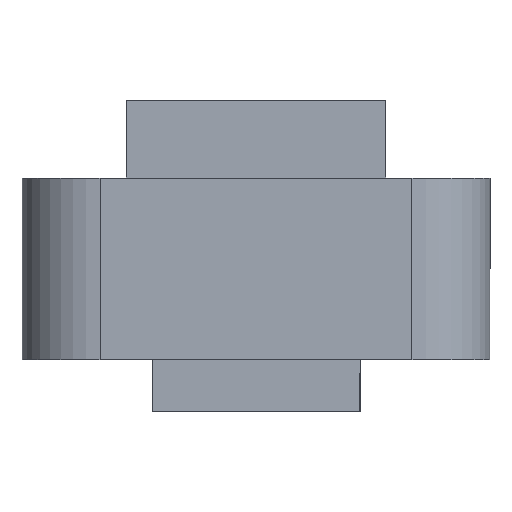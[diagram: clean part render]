
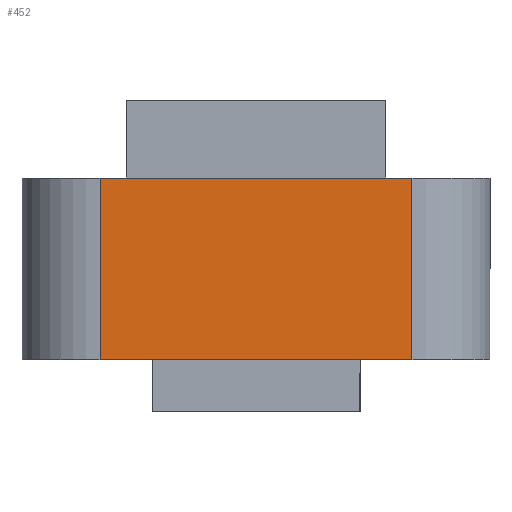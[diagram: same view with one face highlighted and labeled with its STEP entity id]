
A CAD part, left-side view. The second image highlights one B-rep face of the part: STEP entity #452.
In plain terms, the highlighted planar face has unit normal (-1, 0, 0).
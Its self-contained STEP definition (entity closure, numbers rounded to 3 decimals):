
#19 = VERTEX_POINT ( 'NONE', #954 ) ;
#35 = LINE ( 'NONE', #1041, #736 ) ;
#64 = DIRECTION ( 'NONE',  ( 0., 0., -1. ) ) ;
#108 = CARTESIAN_POINT ( 'NONE',  ( -9., 9., -7. ) ) ;
#111 = CARTESIAN_POINT ( 'NONE',  ( -9., -6., -7. ) ) ;
#127 = DIRECTION ( 'NONE',  ( 0., 0., 1. ) ) ;
#159 = DIRECTION ( 'NONE',  ( -1., 0., 0. ) ) ;
#223 = PLANE ( 'NONE',  #864 ) ;
#267 = FACE_OUTER_BOUND ( 'NONE', #456, .T. ) ;
#278 = VERTEX_POINT ( 'NONE', #372 ) ;
#301 = ORIENTED_EDGE ( 'NONE', *, *, #775, .T. ) ;
#338 = VECTOR ( 'NONE', #680, 1000. ) ;
#372 = CARTESIAN_POINT ( 'NONE',  ( -9., -6., -7. ) ) ;
#452 = ADVANCED_FACE ( 'NONE', ( #267 ), #223, .T. ) ;
#456 = EDGE_LOOP ( 'NONE', ( #993, #634, #301, #909 ) ) ;
#506 = VERTEX_POINT ( 'NONE', #996 ) ;
#550 = LINE ( 'NONE', #622, #703 ) ;
#622 = CARTESIAN_POINT ( 'NONE',  ( -9., 6., -7. ) ) ;
#634 = ORIENTED_EDGE ( 'NONE', *, *, #722, .F. ) ;
#645 = LINE ( 'NONE', #111, #1133 ) ;
#663 = LINE ( 'NONE', #733, #338 ) ;
#680 = DIRECTION ( 'NONE',  ( 0., -1., 0. ) ) ;
#703 = VECTOR ( 'NONE', #64, 1000. ) ;
#708 = DIRECTION ( 'NONE',  ( 0., 0., -1. ) ) ;
#722 = EDGE_CURVE ( 'NONE', #1000, #278, #645, .T. ) ;
#733 = CARTESIAN_POINT ( 'NONE',  ( -9., 0., -7. ) ) ;
#736 = VECTOR ( 'NONE', #1010, 1000. ) ;
#775 = EDGE_CURVE ( 'NONE', #1000, #506, #35, .T. ) ;
#864 = AXIS2_PLACEMENT_3D ( 'NONE', #108, #159, #127 ) ;
#909 = ORIENTED_EDGE ( 'NONE', *, *, #1146, .T. ) ;
#923 = EDGE_CURVE ( 'NONE', #19, #278, #663, .T. ) ;
#941 = CARTESIAN_POINT ( 'NONE',  ( -9., -6., 0. ) ) ;
#954 = CARTESIAN_POINT ( 'NONE',  ( -9., 6., -7. ) ) ;
#993 = ORIENTED_EDGE ( 'NONE', *, *, #923, .T. ) ;
#996 = CARTESIAN_POINT ( 'NONE',  ( -9., 6., 0. ) ) ;
#1000 = VERTEX_POINT ( 'NONE', #941 ) ;
#1010 = DIRECTION ( 'NONE',  ( 0., 1., 0. ) ) ;
#1041 = CARTESIAN_POINT ( 'NONE',  ( -9., 9., 0. ) ) ;
#1133 = VECTOR ( 'NONE', #708, 1000. ) ;
#1146 = EDGE_CURVE ( 'NONE', #506, #19, #550, .T. ) ;
